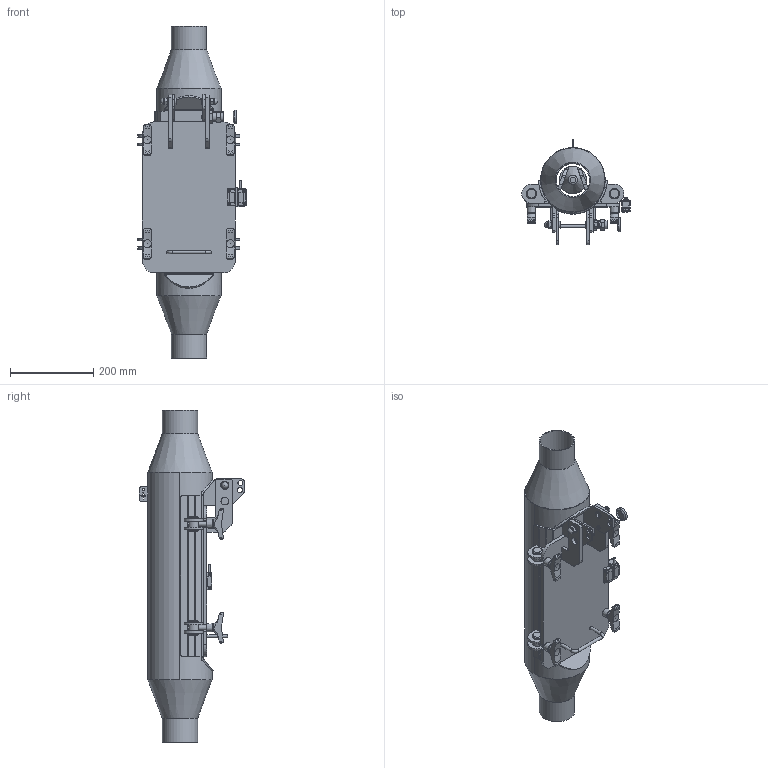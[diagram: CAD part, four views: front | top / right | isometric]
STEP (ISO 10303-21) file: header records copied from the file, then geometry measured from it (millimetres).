
FILE_DESCRIPTION(/* description */ (''),/* implementation_level */ '2;1');
FILE_NAME(/* name */ 'E0161045.stp',/* time_stamp */ '2024-03-01T15:12:09+01:00',/* author */ ('avd'),/* organization */ (''),/* preprocessor_version */ 'ST-DEVELOPER v18.1',/* originating_system */ 'Autodesk Inventor 2021',/* authorisation */ '');
FILE_SCHEMA (('CONFIG_CONTROL_DESIGN'));
Length unit declared in the file: millimetre
Products named in the file (1): Part2
Bounding box: 261 x 254.2 x 800 mm (x, y, z)
Volume: 2401502.1 mm3; surface area: 1136195.7 mm2
Topology: 2 solids, 21 shells, 1344 faces, 3653 edges, 2331 vertices
Faces by surface type: plane 609, cylinder 449, cone 112, torus 103, bspline 56, sphere 15
Full cylindrical faces by diameter (mm): 2.459 x4, 3 x4, 3.2 x4, 4.134 x6, 4.7 x1, 5 x4, 5.3 x4, 5.5 x4, 6 x1, 8 x3, 8.376 x2, 8.5 x4, 10 x9, 10.106 x4, 10.5 x2, 12 x12, 13.835 x1, 14 x1, 15 x2, 16 x4, 18.5 x1, 20 x4, 24 x2, 25 x4, 25.3 x8, 33 x1, 41 x1, 57.8 x2, 62.8 x1, 63 x2
Entity records: 47463 total; most frequent: CARTESIAN_POINT 12285, ORIENTED_EDGE 7136, DIRECTION 7005, EDGE_CURVE 3619, AXIS2_PLACEMENT_3D 2594, VERTEX_POINT 2331, LINE 1817, VECTOR 1817
